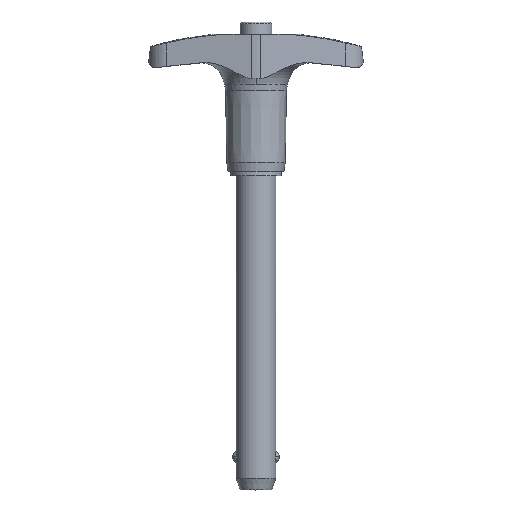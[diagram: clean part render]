
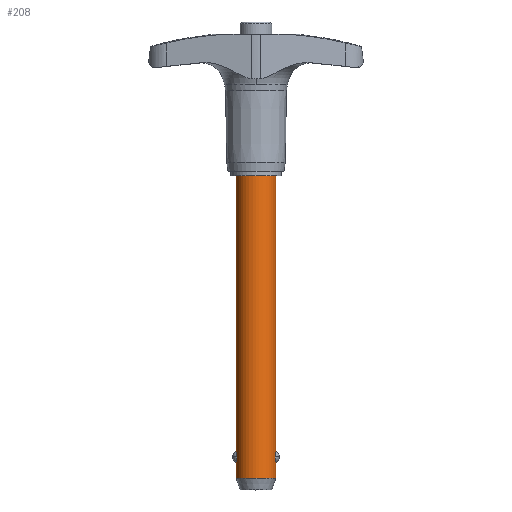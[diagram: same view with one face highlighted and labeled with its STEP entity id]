
A CAD part, top view. The second image highlights one B-rep face of the part: STEP entity #208.
In plain terms, the highlighted cylindrical face has radius 4.763 mm (diameter 9.525 mm), a partial arc.
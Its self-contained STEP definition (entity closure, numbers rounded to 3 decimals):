
#208=ADVANCED_FACE('',(#430),#431,.T.);
#430=FACE_OUTER_BOUND('',#665,.T.);
#431=CYLINDRICAL_SURFACE('',#666,4.763);
#665=EDGE_LOOP('',(#1249,#1250,#1251,#1252,#1253,#1254,#1255,#1256,#1257,#1258));
#666=AXIS2_PLACEMENT_3D('',#1259,#1260,#1261);
#1249=ORIENTED_EDGE('',*,*,#1663,.T.);
#1250=ORIENTED_EDGE('',*,*,#1674,.T.);
#1251=ORIENTED_EDGE('',*,*,#1588,.T.);
#1252=ORIENTED_EDGE('',*,*,#1669,.T.);
#1253=ORIENTED_EDGE('',*,*,#1699,.F.);
#1254=ORIENTED_EDGE('',*,*,#1667,.T.);
#1255=ORIENTED_EDGE('',*,*,#1672,.T.);
#1256=ORIENTED_EDGE('',*,*,#1502,.T.);
#1257=ORIENTED_EDGE('',*,*,#1665,.T.);
#1258=ORIENTED_EDGE('',*,*,#1640,.T.);
#1259=CARTESIAN_POINT('',(0.0,-37.656,0.0));
#1260=DIRECTION('',(-0.0,1.0,0.0));
#1261=DIRECTION('',(1.0,0.0,0.0));
#1502=EDGE_CURVE('',#1828,#1831,#1833,.T.);
#1588=EDGE_CURVE('',#1970,#1972,#1974,.T.);
#1640=EDGE_CURVE('',#2044,#2042,#2045,.T.);
#1663=EDGE_CURVE('',#2042,#2072,#2073,.T.);
#1665=EDGE_CURVE('',#1831,#2044,#2075,.T.);
#1667=EDGE_CURVE('',#2078,#2076,#2079,.T.);
#1669=EDGE_CURVE('',#1972,#2080,#2082,.T.);
#1672=EDGE_CURVE('',#2076,#1828,#2085,.T.);
#1674=EDGE_CURVE('',#2072,#1970,#2087,.T.);
#1699=EDGE_CURVE('',#2078,#2080,#2119,.T.);
#1828=VERTEX_POINT('',#2548);
#1831=VERTEX_POINT('',#2551);
#1833=B_SPLINE_CURVE_WITH_KNOTS('',3,(#2566,#2567,#2568,#2569,#2570,#2571,#2572,#2573,#2574,#2575,#2576,#2577,#2578,#2579),.UNSPECIFIED.,.F.,.F.,(4,2,2,2,2,2,4),(0.0,0.461,0.922,1.139,1.355,1.719,2.083),.UNSPECIFIED.);
#1970=VERTEX_POINT('',#3072);
#1972=VERTEX_POINT('',#3074);
#1974=B_SPLINE_CURVE_WITH_KNOTS('',3,(#3089,#3090,#3091,#3092,#3093,#3094,#3095,#3096,#3097,#3098,#3099,#3100,#3101,#3102),.UNSPECIFIED.,.F.,.F.,(4,2,2,2,2,2,4),(4.167,4.628,5.089,5.305,5.522,5.886,6.25),.UNSPECIFIED.);
#2042=VERTEX_POINT('',#3471);
#2044=VERTEX_POINT('',#3474);
#2045=CIRCLE('',#3475,4.763);
#2072=VERTEX_POINT('',#3593);
#2073=LINE('',#3594,#3595);
#2075=LINE('',#3597,#3598);
#2076=VERTEX_POINT('',#3599);
#2078=VERTEX_POINT('',#3614);
#2079=LINE('',#3615,#3616);
#2080=VERTEX_POINT('',#3617);
#2082=LINE('',#3619,#3620);
#2085=B_SPLINE_CURVE_WITH_KNOTS('',3,(#3636,#3637,#3638,#3639,#3640,#3641,#3642,#3643,#3644,#3645,#3646,#3647,#3648,#3649),.UNSPECIFIED.,.F.,.F.,(4,2,2,2,2,2,4),(6.25,6.614,6.978,7.194,7.411,7.872,8.333),.UNSPECIFIED.);
#2087=B_SPLINE_CURVE_WITH_KNOTS('',3,(#3651,#3652,#3653,#3654,#3655,#3656,#3657,#3658,#3659,#3660,#3661,#3662,#3663,#3664),.UNSPECIFIED.,.F.,.F.,(4,2,2,2,2,2,4),(2.083,2.447,2.811,3.028,3.245,3.706,4.167),.UNSPECIFIED.);
#2119=CIRCLE('',#3782,4.763);
#2548=CARTESIAN_POINT('',(-4.543,-67.38,1.429));
#2551=CARTESIAN_POINT('',(-4.763,-68.72,0.));
#2566=CARTESIAN_POINT('',(-4.543,-67.38,1.429));
#2567=CARTESIAN_POINT('',(-4.543,-67.533,1.429));
#2568=CARTESIAN_POINT('',(-4.552,-67.697,1.4));
#2569=CARTESIAN_POINT('',(-4.587,-68.,1.282));
#2570=CARTESIAN_POINT('',(-4.612,-68.14,1.192));
#2571=CARTESIAN_POINT('',(-4.647,-68.305,1.042));
#2572=CARTESIAN_POINT('',(-4.66,-68.359,0.985));
#2573=CARTESIAN_POINT('',(-4.684,-68.455,0.863));
#2574=CARTESIAN_POINT('',(-4.696,-68.498,0.797));
#2575=CARTESIAN_POINT('',(-4.722,-68.591,0.629));
#2576=CARTESIAN_POINT('',(-4.737,-68.64,0.507));
#2577=CARTESIAN_POINT('',(-4.757,-68.705,0.253));
#2578=CARTESIAN_POINT('',(-4.763,-68.72,0.121));
#2579=CARTESIAN_POINT('',(-4.763,-68.72,0.));
#3072=CARTESIAN_POINT('',(4.543,-67.38,1.429));
#3074=CARTESIAN_POINT('',(4.763,-66.04,0.));
#3089=CARTESIAN_POINT('',(4.543,-67.38,1.429));
#3090=CARTESIAN_POINT('',(4.543,-67.226,1.429));
#3091=CARTESIAN_POINT('',(4.552,-67.062,1.4));
#3092=CARTESIAN_POINT('',(4.587,-66.759,1.282));
#3093=CARTESIAN_POINT('',(4.612,-66.62,1.192));
#3094=CARTESIAN_POINT('',(4.647,-66.455,1.042));
#3095=CARTESIAN_POINT('',(4.66,-66.401,0.985));
#3096=CARTESIAN_POINT('',(4.684,-66.304,0.863));
#3097=CARTESIAN_POINT('',(4.696,-66.262,0.797));
#3098=CARTESIAN_POINT('',(4.722,-66.169,0.629));
#3099=CARTESIAN_POINT('',(4.737,-66.119,0.507));
#3100=CARTESIAN_POINT('',(4.757,-66.055,0.253));
#3101=CARTESIAN_POINT('',(4.763,-66.04,0.121));
#3102=CARTESIAN_POINT('',(4.763,-66.04,0.));
#3471=CARTESIAN_POINT('',(4.763,-72.53,0.0));
#3474=CARTESIAN_POINT('',(-4.763,-72.53,0.));
#3475=AXIS2_PLACEMENT_3D('',#4138,#4139,#4140);
#3593=CARTESIAN_POINT('',(4.763,-68.72,0.));
#3594=CARTESIAN_POINT('',(4.763,-37.656,0.));
#3595=VECTOR('',#4154,1.0);
#3597=CARTESIAN_POINT('',(-4.763,-37.656,0.));
#3598=VECTOR('',#4158,1.0);
#3599=CARTESIAN_POINT('',(-4.763,-66.04,0.));
#3614=CARTESIAN_POINT('',(-4.763,0.0,0.));
#3615=CARTESIAN_POINT('',(-4.763,-37.656,0.));
#3616=VECTOR('',#4159,1.0);
#3617=CARTESIAN_POINT('',(4.763,0.0,0.0));
#3619=CARTESIAN_POINT('',(4.763,-37.656,0.));
#3620=VECTOR('',#4163,1.0);
#3636=CARTESIAN_POINT('',(-4.763,-66.04,0.));
#3637=CARTESIAN_POINT('',(-4.763,-66.04,0.121));
#3638=CARTESIAN_POINT('',(-4.757,-66.055,0.253));
#3639=CARTESIAN_POINT('',(-4.737,-66.119,0.507));
#3640=CARTESIAN_POINT('',(-4.722,-66.169,0.629));
#3641=CARTESIAN_POINT('',(-4.696,-66.262,0.797));
#3642=CARTESIAN_POINT('',(-4.684,-66.304,0.863));
#3643=CARTESIAN_POINT('',(-4.66,-66.401,0.985));
#3644=CARTESIAN_POINT('',(-4.647,-66.455,1.042));
#3645=CARTESIAN_POINT('',(-4.612,-66.62,1.192));
#3646=CARTESIAN_POINT('',(-4.587,-66.759,1.282));
#3647=CARTESIAN_POINT('',(-4.552,-67.062,1.4));
#3648=CARTESIAN_POINT('',(-4.543,-67.226,1.429));
#3649=CARTESIAN_POINT('',(-4.543,-67.38,1.429));
#3651=CARTESIAN_POINT('',(4.763,-68.72,0.0));
#3652=CARTESIAN_POINT('',(4.763,-68.72,0.121));
#3653=CARTESIAN_POINT('',(4.757,-68.705,0.253));
#3654=CARTESIAN_POINT('',(4.737,-68.64,0.507));
#3655=CARTESIAN_POINT('',(4.722,-68.591,0.629));
#3656=CARTESIAN_POINT('',(4.696,-68.498,0.797));
#3657=CARTESIAN_POINT('',(4.684,-68.455,0.863));
#3658=CARTESIAN_POINT('',(4.66,-68.359,0.985));
#3659=CARTESIAN_POINT('',(4.647,-68.305,1.042));
#3660=CARTESIAN_POINT('',(4.612,-68.14,1.192));
#3661=CARTESIAN_POINT('',(4.587,-68.,1.282));
#3662=CARTESIAN_POINT('',(4.552,-67.697,1.4));
#3663=CARTESIAN_POINT('',(4.543,-67.533,1.429));
#3664=CARTESIAN_POINT('',(4.543,-67.38,1.429));
#3782=AXIS2_PLACEMENT_3D('',#4187,#4188,#4189);
#4138=CARTESIAN_POINT('',(0.0,-72.53,0.0));
#4139=DIRECTION('',(0.,1.0,0.0));
#4140=DIRECTION('',(1.0,0.,0.0));
#4154=DIRECTION('',(0.0,1.0,0.0));
#4158=DIRECTION('',(-0.0,-1.0,-0.0));
#4159=DIRECTION('',(-0.0,-1.0,-0.0));
#4163=DIRECTION('',(0.0,1.0,0.0));
#4187=CARTESIAN_POINT('',(0.0,0.0,0.0));
#4188=DIRECTION('',(-0.0,1.0,0.0));
#4189=DIRECTION('',(1.0,0.0,0.0));
